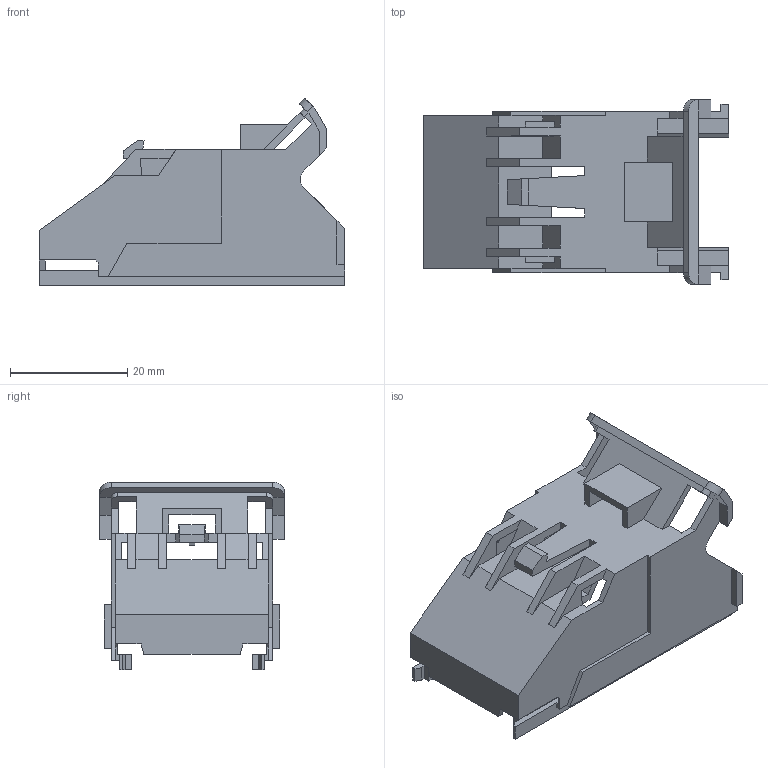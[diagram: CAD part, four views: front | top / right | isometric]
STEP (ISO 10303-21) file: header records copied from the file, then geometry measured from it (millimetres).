
FILE_DESCRIPTION(/* description */ (''),/* implementation_level */ '2;1');
FILE_NAME(/* name */ '13885834-ENV10_02-COV.stp',/* time_stamp */ '2024-01-09T10:48:04+08:00',/* author */ (''),/* organization */ (''),/* preprocessor_version */ 'ST-DEVELOPER v16',/* originating_system */ 'SIEMENS PLM Software NX 11.0',/* authorisation */ '');
FILE_SCHEMA (('AUTOMOTIVE_DESIGN { 1 0 10303 214 3 1 1 1 }'));
Length unit declared in the file: millimetre
Products named in the file (1): 13885834-ENV10_02-COV
Bounding box: 52 x 31.5 x 31.97 mm (x, y, z)
Volume: 4830.7 mm3; surface area: 9053.8 mm2
Topology: 1 solids, 1 shells, 163 faces, 520 edges, 344 vertices
Faces by surface type: plane 157, cylinder 6
Entity records: 5678 total; most frequent: ORIENTED_EDGE 1040, CARTESIAN_POINT 1028, DIRECTION 860, EDGE_CURVE 520, LINE 508, VECTOR 508, VERTEX_POINT 344, AXIS2_PLACEMENT_3D 176
